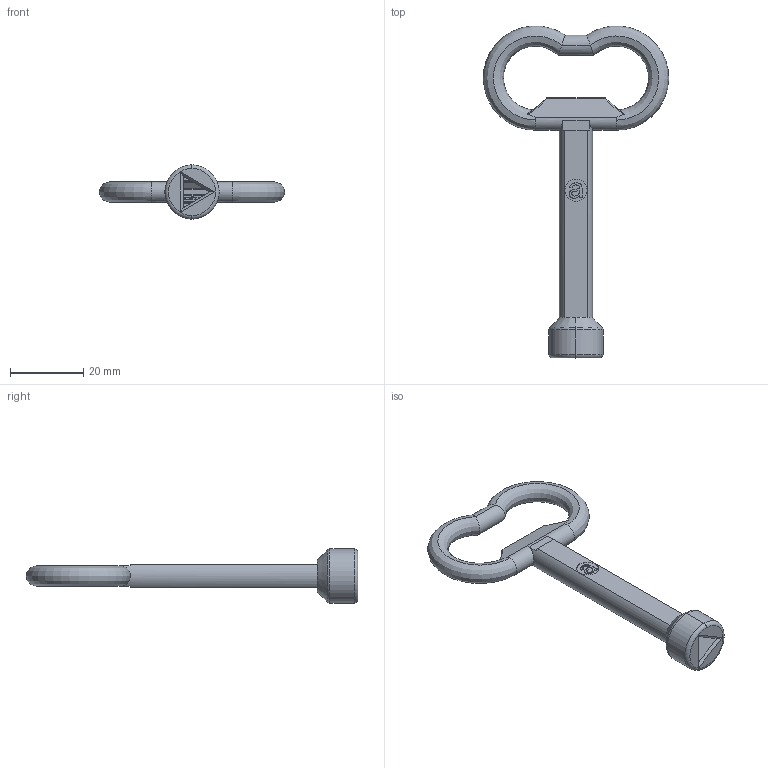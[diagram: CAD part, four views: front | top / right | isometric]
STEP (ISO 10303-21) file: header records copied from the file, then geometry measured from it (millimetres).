
FILE_DESCRIPTION (( 'STEP AP203' ), '1' );
FILE_NAME ('AP05.77.1.2.STEP', '2022-07-27T11:16:10', ( '' ), ( '' ), 'SwSTEP 2.0', 'SolidWorks 2021', '' );
FILE_SCHEMA (( 'CONFIG_CONTROL_DESIGN' ));
Length unit declared in the file: millimetre
Products named in the file (1): AP05.77.1.2
Bounding box: 50.55 x 90.46 x 14.77 mm (x, y, z)
Surface area: 4345.8 mm2 (no closed solid volume)
Topology: 0 solids, 1 shells, 85 faces, 314 edges, 221 vertices
Faces by surface type: plane 35, bspline 29, cylinder 13, torus 4, cone 2, sphere 2
Entity records: 6104 total; most frequent: CARTESIAN_POINT 3762, ORIENTED_EDGE 489, DIRECTION 344, EDGE_CURVE 312, VERTEX_POINT 221, VECTOR 138, LINE 138, B_SPLINE_CURVE_WITH_KNOTS 116
